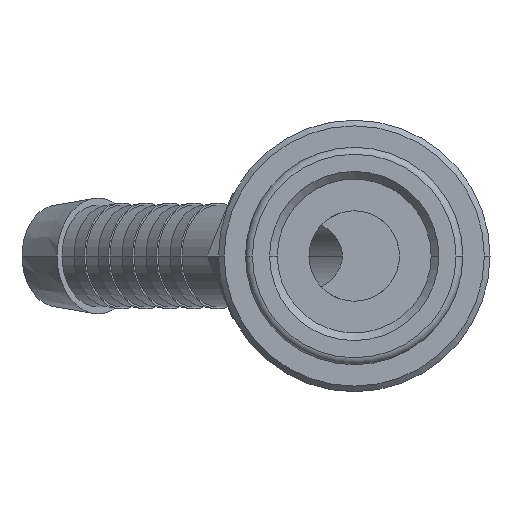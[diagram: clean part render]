
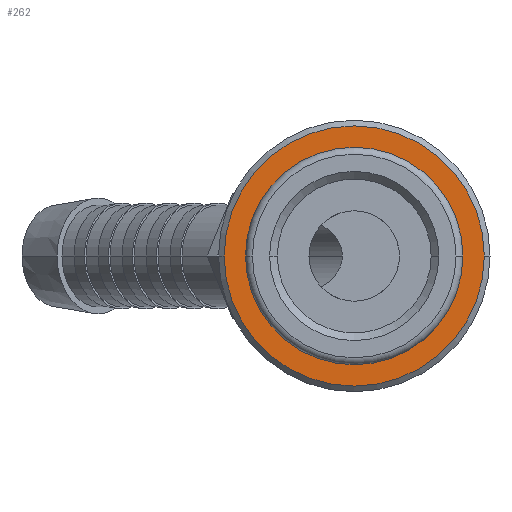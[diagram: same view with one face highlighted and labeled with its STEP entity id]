
A CAD part, front view. The second image highlights one B-rep face of the part: STEP entity #262.
In plain terms, the highlighted planar face has unit normal (0, -1, 0).
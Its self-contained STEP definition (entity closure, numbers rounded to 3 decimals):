
#262=ADVANCED_FACE('',(#539,#540),#541,.T.);
#539=FACE_BOUND('',#818,.T.);
#540=FACE_OUTER_BOUND('',#819,.T.);
#541=PLANE('',#820);
#818=EDGE_LOOP('',(#1467,#1468));
#819=EDGE_LOOP('',(#1469,#1470));
#820=AXIS2_PLACEMENT_3D('',#1471,#1472,#1473);
#1467=ORIENTED_EDGE('',*,*,#1598,.T.);
#1468=ORIENTED_EDGE('',*,*,#1628,.T.);
#1469=ORIENTED_EDGE('',*,*,#1668,.F.);
#1470=ORIENTED_EDGE('',*,*,#1686,.F.);
#1471=CARTESIAN_POINT('',(5.75,3.6,0.0));
#1472=DIRECTION('',(0.,-1.0,0.0));
#1473=DIRECTION('',(-1.0,0.,0.0));
#1598=EDGE_CURVE('',#1897,#1895,#1898,.T.);
#1628=EDGE_CURVE('',#1895,#1897,#1947,.T.);
#1668=EDGE_CURVE('',#2009,#2011,#2012,.T.);
#1686=EDGE_CURVE('',#2011,#2009,#2038,.T.);
#1895=VERTEX_POINT('',#2339);
#1897=VERTEX_POINT('',#2342);
#1898=CIRCLE('',#2343,9.0);
#1947=CIRCLE('',#2403,9.0);
#2009=VERTEX_POINT('',#2481);
#2011=VERTEX_POINT('',#2484);
#2012=CIRCLE('',#2485,11.5);
#2038=CIRCLE('',#2518,11.5);
#2339=CARTESIAN_POINT('',(9.0,3.6,0.));
#2342=CARTESIAN_POINT('',(-9.0,3.6,0.));
#2343=AXIS2_PLACEMENT_3D('',#2827,#2828,#2829);
#2403=AXIS2_PLACEMENT_3D('',#2877,#2878,#2879);
#2481=CARTESIAN_POINT('',(11.5,3.6,0.0));
#2484=CARTESIAN_POINT('',(-11.5,3.6,0.));
#2485=AXIS2_PLACEMENT_3D('',#2936,#2937,#2938);
#2518=AXIS2_PLACEMENT_3D('',#2961,#2962,#2963);
#2827=CARTESIAN_POINT('',(0.0,3.6,0.0));
#2828=DIRECTION('',(0.,1.0,0.0));
#2829=DIRECTION('',(1.0,0.,0.0));
#2877=CARTESIAN_POINT('',(0.0,3.6,0.0));
#2878=DIRECTION('',(0.,1.0,0.0));
#2879=DIRECTION('',(1.0,0.,0.0));
#2936=CARTESIAN_POINT('',(0.0,3.6,0.0));
#2937=DIRECTION('',(-0.0,1.0,0.0));
#2938=DIRECTION('',(1.0,0.0,0.0));
#2961=CARTESIAN_POINT('',(0.0,3.6,0.0));
#2962=DIRECTION('',(-0.0,1.0,0.0));
#2963=DIRECTION('',(1.0,0.0,0.0));
